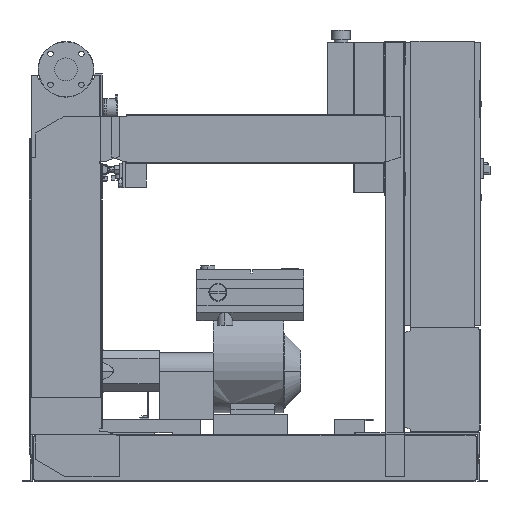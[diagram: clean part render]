
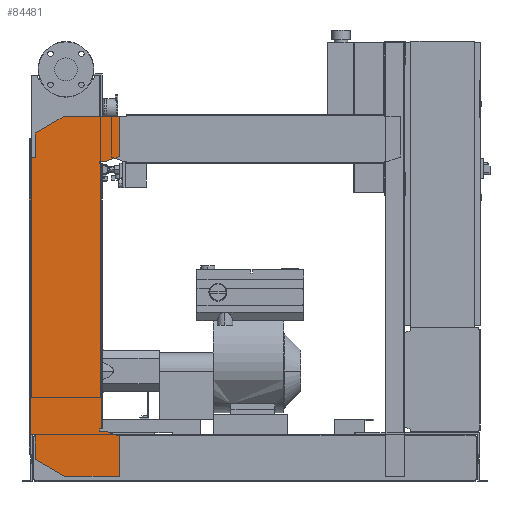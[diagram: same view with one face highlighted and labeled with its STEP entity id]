
A CAD part, front view. The second image highlights one B-rep face of the part: STEP entity #84481.
In plain terms, the highlighted free-form (B-spline) face has degree [1, 1] with [2, 2] control points.
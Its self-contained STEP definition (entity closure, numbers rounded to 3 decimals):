
#83966=CARTESIAN_POINT('',(-102.0,-463.5,1076.0));
#83967=VERTEX_POINT('',#83966);
#83974=CARTESIAN_POINT('',(-102.0,-463.5,1158.574));
#83975=VERTEX_POINT('',#83974);
#83976=CARTESIAN_POINT('',(-102.0,-463.5,1076.0));
#83977=DIRECTION('',(0.0,0.0,1.0));
#83978=VECTOR('',#83977,82.574);
#83979=LINE('',#83976,#83978);
#83980=EDGE_CURVE('',#83967,#83975,#83979,.T.);
#83998=CARTESIAN_POINT('',(-6.,-463.5,1214.0));
#83999=VERTEX_POINT('',#83998);
#84000=CARTESIAN_POINT('',(-102.0,-463.5,1158.574));
#84001=DIRECTION('',(0.866,0.0,0.5));
#84002=VECTOR('',#84001,110.851);
#84003=LINE('',#84000,#84002);
#84004=EDGE_CURVE('',#83975,#83999,#84003,.T.);
#84022=CARTESIAN_POINT('',(177.0,-463.5,1214.0));
#84023=VERTEX_POINT('',#84022);
#84024=CARTESIAN_POINT('',(-6.,-463.5,1214.0));
#84025=DIRECTION('',(1.0,0.0,0.0));
#84026=VECTOR('',#84025,183.0);
#84027=LINE('',#84024,#84026);
#84028=EDGE_CURVE('',#83999,#84023,#84027,.T.);
#84046=CARTESIAN_POINT('',(177.0,-463.5,1080.379));
#84047=VERTEX_POINT('',#84046);
#84048=CARTESIAN_POINT('',(177.0,-463.5,1214.0));
#84049=DIRECTION('',(0.0,0.0,-1.0));
#84050=VECTOR('',#84049,133.621);
#84051=LINE('',#84048,#84050);
#84052=EDGE_CURVE('',#84023,#84047,#84051,.T.);
#84070=CARTESIAN_POINT('',(132.,-463.5,1064.0));
#84071=VERTEX_POINT('',#84070);
#84072=CARTESIAN_POINT('',(177.0,-463.5,1080.379));
#84073=DIRECTION('',(-0.94,0.0,-0.342));
#84074=VECTOR('',#84073,47.888);
#84075=LINE('',#84072,#84074);
#84076=EDGE_CURVE('',#84047,#84071,#84075,.T.);
#84094=CARTESIAN_POINT('',(112.0,-463.5,1064.0));
#84095=VERTEX_POINT('',#84094);
#84096=CARTESIAN_POINT('',(132.,-463.5,1064.0));
#84097=DIRECTION('',(-1.0,0.0,0.0));
#84098=VECTOR('',#84097,20.);
#84099=LINE('',#84096,#84098);
#84100=EDGE_CURVE('',#84071,#84095,#84099,.T.);
#84118=CARTESIAN_POINT('',(112.0,-463.5,1056.0));
#84119=VERTEX_POINT('',#84118);
#84120=CARTESIAN_POINT('',(112.0,-463.5,1064.0));
#84121=DIRECTION('',(0.0,0.0,-1.0));
#84122=VECTOR('',#84121,8.0);
#84123=LINE('',#84120,#84122);
#84124=EDGE_CURVE('',#84095,#84119,#84123,.T.);
#84142=CARTESIAN_POINT('',(120.,-463.5,1056.0));
#84143=VERTEX_POINT('',#84142);
#84144=CARTESIAN_POINT('',(112.0,-463.5,1056.0));
#84145=DIRECTION('',(1.0,0.0,0.0));
#84146=VECTOR('',#84145,8.);
#84147=LINE('',#84144,#84146);
#84148=EDGE_CURVE('',#84119,#84143,#84147,.T.);
#84166=CARTESIAN_POINT('',(120.,-463.5,176.));
#84167=VERTEX_POINT('',#84166);
#84178=CARTESIAN_POINT('',(120.,-463.5,1056.0));
#84179=DIRECTION('',(0.0,0.0,-1.0));
#84180=VECTOR('',#84179,880.);
#84181=LINE('',#84178,#84180);
#84182=EDGE_CURVE('',#84143,#84167,#84181,.T.);
#84196=CARTESIAN_POINT('',(112.,-463.5,176.));
#84197=VERTEX_POINT('',#84196);
#84198=CARTESIAN_POINT('',(120.,-463.5,176.));
#84199=DIRECTION('',(-1.0,0.0,0.0));
#84200=VECTOR('',#84199,8.);
#84201=LINE('',#84198,#84200);
#84202=EDGE_CURVE('',#84167,#84197,#84201,.T.);
#84220=CARTESIAN_POINT('',(112.,-463.5,168.));
#84221=VERTEX_POINT('',#84220);
#84222=CARTESIAN_POINT('',(112.,-463.5,176.));
#84223=DIRECTION('',(0.0,0.0,-1.0));
#84224=VECTOR('',#84223,8.0);
#84225=LINE('',#84222,#84224);
#84226=EDGE_CURVE('',#84197,#84221,#84225,.T.);
#84244=CARTESIAN_POINT('',(132.,-463.5,168.));
#84245=VERTEX_POINT('',#84244);
#84246=CARTESIAN_POINT('',(112.,-463.5,168.));
#84247=DIRECTION('',(1.0,0.0,0.0));
#84248=VECTOR('',#84247,20.0);
#84249=LINE('',#84246,#84248);
#84250=EDGE_CURVE('',#84221,#84245,#84249,.T.);
#84268=CARTESIAN_POINT('',(177.,-463.5,151.621));
#84269=VERTEX_POINT('',#84268);
#84270=CARTESIAN_POINT('',(132.,-463.5,168.));
#84271=DIRECTION('',(0.94,0.0,-0.342));
#84272=VECTOR('',#84271,47.888);
#84273=LINE('',#84270,#84272);
#84274=EDGE_CURVE('',#84245,#84269,#84273,.T.);
#84292=CARTESIAN_POINT('',(177.,-463.5,18.0));
#84293=VERTEX_POINT('',#84292);
#84294=CARTESIAN_POINT('',(177.,-463.5,151.621));
#84295=DIRECTION('',(0.0,0.0,-1.0));
#84296=VECTOR('',#84295,133.621);
#84297=LINE('',#84294,#84296);
#84298=EDGE_CURVE('',#84269,#84293,#84297,.T.);
#84316=CARTESIAN_POINT('',(-4.,-463.5,18.0));
#84317=VERTEX_POINT('',#84316);
#84318=CARTESIAN_POINT('',(177.,-463.5,18.0));
#84319=DIRECTION('',(-1.0,0.0,0.0));
#84320=VECTOR('',#84319,181.);
#84321=LINE('',#84318,#84320);
#84322=EDGE_CURVE('',#84293,#84317,#84321,.T.);
#84340=CARTESIAN_POINT('',(-102.,-463.5,74.58));
#84341=VERTEX_POINT('',#84340);
#84342=CARTESIAN_POINT('',(-4.,-463.5,18.0));
#84343=DIRECTION('',(-0.866,0.,0.5));
#84344=VECTOR('',#84343,113.161);
#84345=LINE('',#84342,#84344);
#84346=EDGE_CURVE('',#84317,#84341,#84345,.T.);
#84364=CARTESIAN_POINT('',(-102.,-463.5,156.0));
#84365=VERTEX_POINT('',#84364);
#84366=CARTESIAN_POINT('',(-102.,-463.5,74.58));
#84367=DIRECTION('',(0.0,0.0,1.0));
#84368=VECTOR('',#84367,81.42);
#84369=LINE('',#84366,#84368);
#84370=EDGE_CURVE('',#84341,#84365,#84369,.T.);
#84388=CARTESIAN_POINT('',(-122.,-463.5,156.0));
#84389=VERTEX_POINT('',#84388);
#84390=CARTESIAN_POINT('',(-102.,-463.5,156.0));
#84391=DIRECTION('',(-1.0,0.0,0.0));
#84392=VECTOR('',#84391,20.0);
#84393=LINE('',#84390,#84392);
#84394=EDGE_CURVE('',#84365,#84389,#84393,.T.);
#84412=CARTESIAN_POINT('',(-122.0,-463.5,1076.0));
#84413=VERTEX_POINT('',#84412);
#84426=CARTESIAN_POINT('',(-122.,-463.5,156.0));
#84427=DIRECTION('',(0.0,0.0,1.0));
#84428=VECTOR('',#84427,920.0);
#84429=LINE('',#84426,#84428);
#84430=EDGE_CURVE('',#84389,#84413,#84429,.T.);
#84444=CARTESIAN_POINT('',(-122.0,-463.5,1076.0));
#84445=DIRECTION('',(1.0,0.0,0.0));
#84446=VECTOR('',#84445,20.0);
#84447=LINE('',#84444,#84446);
#84448=EDGE_CURVE('',#84413,#83967,#84447,.T.);
#84454=CARTESIAN_POINT('',(-122.,-463.5,18.0));
#84455=CARTESIAN_POINT('',(177.0,-463.5,18.0));
#84456=CARTESIAN_POINT('',(-122.,-463.5,1214.0));
#84457=CARTESIAN_POINT('',(177.0,-463.5,1214.0));
#84458=B_SPLINE_SURFACE_WITH_KNOTS('',1,1,((#84454,#84456),(#84455,#84457)),.UNSPECIFIED.,.F.,.F.,.U.,(2,2),(2,2),(0.0,299.),(0.0,1196.0),.UNSPECIFIED.);
#84459=ORIENTED_EDGE('',*,*,#84448,.F.);
#84460=ORIENTED_EDGE('',*,*,#84430,.F.);
#84461=ORIENTED_EDGE('',*,*,#84394,.F.);
#84462=ORIENTED_EDGE('',*,*,#84370,.F.);
#84463=ORIENTED_EDGE('',*,*,#84346,.F.);
#84464=ORIENTED_EDGE('',*,*,#84322,.F.);
#84465=ORIENTED_EDGE('',*,*,#84298,.F.);
#84466=ORIENTED_EDGE('',*,*,#84274,.F.);
#84467=ORIENTED_EDGE('',*,*,#84250,.F.);
#84468=ORIENTED_EDGE('',*,*,#84226,.F.);
#84469=ORIENTED_EDGE('',*,*,#84202,.F.);
#84470=ORIENTED_EDGE('',*,*,#84182,.F.);
#84471=ORIENTED_EDGE('',*,*,#84148,.F.);
#84472=ORIENTED_EDGE('',*,*,#84124,.F.);
#84473=ORIENTED_EDGE('',*,*,#84100,.F.);
#84474=ORIENTED_EDGE('',*,*,#84076,.F.);
#84475=ORIENTED_EDGE('',*,*,#84052,.F.);
#84476=ORIENTED_EDGE('',*,*,#84028,.F.);
#84477=ORIENTED_EDGE('',*,*,#84004,.F.);
#84478=ORIENTED_EDGE('',*,*,#83980,.F.);
#84479=EDGE_LOOP('',(#84459,#84460,#84461,#84462,#84463,#84464,#84465,#84466,#84467,#84468,#84469,#84470,#84471,#84472,#84473,#84474,#84475,#84476,#84477,#84478));
#84480=FACE_OUTER_BOUND('',#84479,.T.);
#84481=ADVANCED_FACE('',(#84480),#84458,.T.);
